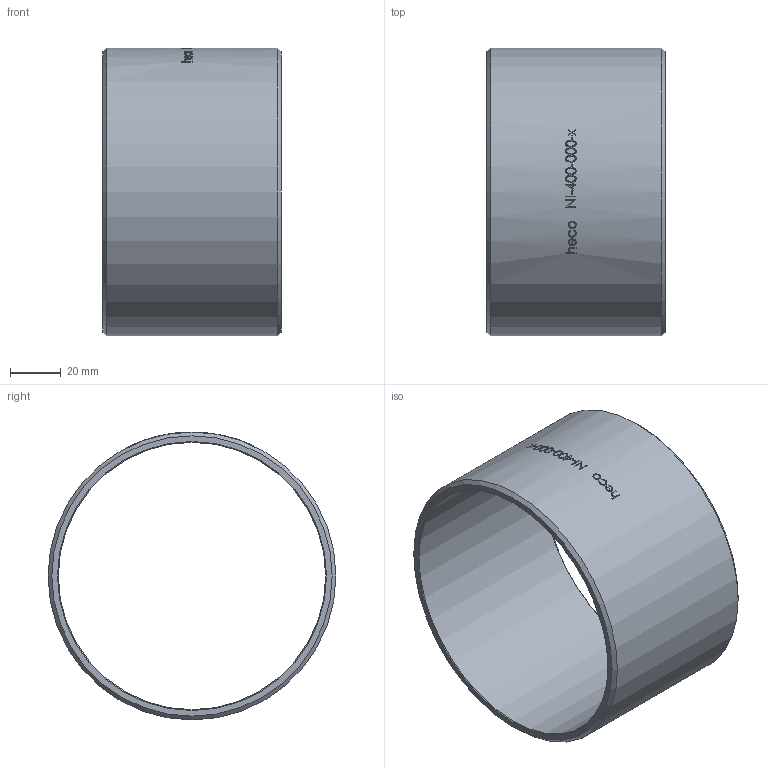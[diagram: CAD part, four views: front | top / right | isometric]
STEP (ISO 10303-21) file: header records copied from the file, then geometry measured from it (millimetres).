
FILE_DESCRIPTION (( 'STEP AP214' ), '1' );
FILE_NAME ('NI-400-000-x Rohrnippel heco 1805.STEP', '2019-11-11T08:58:14', ( '' ), ( '' ), 'SwSTEP 2.0', 'SolidWorks 2016', '' );
FILE_SCHEMA (( 'AUTOMOTIVE_DESIGN' ));
Length unit declared in the file: millimetre
Products named in the file (1): NI-400-000-x Rohrnippel heco 1805
Bounding box: 70 x 113.03 x 113.03 mm (x, y, z)
Volume: 95423.4 mm3; surface area: 49967.6 mm2
Topology: 1 solids, 1 shells, 176 faces, 450 edges, 299 vertices
Faces by surface type: bspline 95, plane 51, cylinder 26, cone 4
Full cylindrical faces by diameter (mm): 105 x1, 113.03 x1
Entity records: 23180 total; most frequent: CARTESIAN_POINT 17942, ORIENTED_EDGE 880, EDGE_CURVE 440, DIRECTION 369, B_SPLINE_CURVE_WITH_KNOTS 297, VERTEX_POINT 296, EDGE_LOOP 208, FACE_OUTER_BOUND 178
